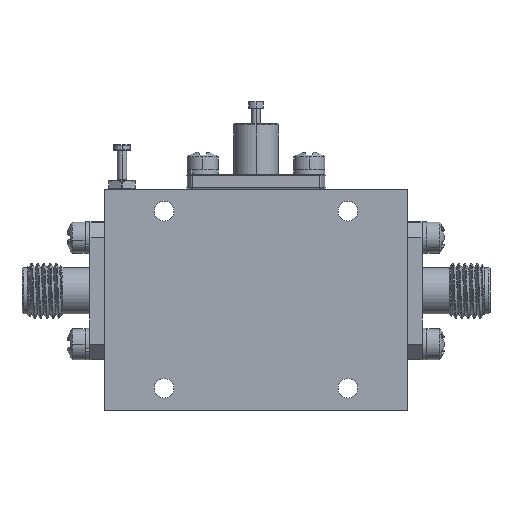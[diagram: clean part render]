
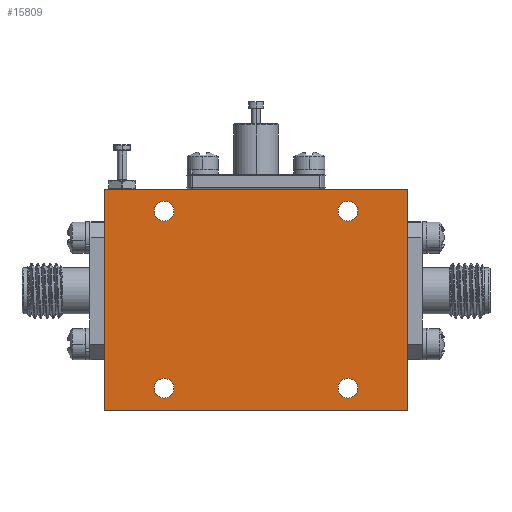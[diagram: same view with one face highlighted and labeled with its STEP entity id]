
A CAD part, front view. The second image highlights one B-rep face of the part: STEP entity #15809.
In plain terms, the highlighted planar face has unit normal (0, -1, 0).
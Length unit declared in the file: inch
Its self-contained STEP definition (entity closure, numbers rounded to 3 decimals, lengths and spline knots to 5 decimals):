
#604 = DIRECTION ( 'NONE',  ( 0., 0., -1. ) ) ;
#612 = CARTESIAN_POINT ( 'NONE',  ( 1.1, 0., -0.1445 ) ) ;
#684 = CIRCLE ( 'NONE', #2221, 0.0445 ) ;
#909 = DIRECTION ( 'NONE',  ( 0., 0., -1. ) ) ;
#1143 = CARTESIAN_POINT ( 'NONE',  ( 0., 0., 0. ) ) ;
#1545 = EDGE_CURVE ( 'NONE', #1780, #39117, #17849, .T. ) ;
#1562 = ORIENTED_EDGE ( 'NONE', *, *, #22823, .F. ) ;
#1672 = CIRCLE ( 'NONE', #35258, 0.0445 ) ;
#1780 = VERTEX_POINT ( 'NONE', #46233 ) ;
#1864 = LINE ( 'NONE', #1143, #4698 ) ;
#2199 = DIRECTION ( 'NONE',  ( 0., -1., 0. ) ) ;
#2221 = AXIS2_PLACEMENT_3D ( 'NONE', #26064, #4518, #29983 ) ;
#3273 = VERTEX_POINT ( 'NONE', #30260 ) ;
#4518 = DIRECTION ( 'NONE',  ( 0., -1., 0. ) ) ;
#4591 = CARTESIAN_POINT ( 'NONE',  ( 1.1, 0., -0.9 ) ) ;
#4698 = VECTOR ( 'NONE', #20407, 39.37008 ) ;
#4981 = CARTESIAN_POINT ( 'NONE',  ( 0.27, 0., -0.1 ) ) ;
#5329 = EDGE_CURVE ( 'NONE', #13029, #3273, #23631, .T. ) ;
#5784 = ORIENTED_EDGE ( 'NONE', *, *, #32368, .F. ) ;
#6026 = CARTESIAN_POINT ( 'NONE',  ( 0.27, 0., -0.8555 ) ) ;
#6191 = EDGE_CURVE ( 'NONE', #27319, #47821, #13792, .T. ) ;
#6343 = FACE_OUTER_BOUND ( 'NONE', #26725, .T. ) ;
#6822 = VERTEX_POINT ( 'NONE', #11296 ) ;
#7320 = ORIENTED_EDGE ( 'NONE', *, *, #42217, .F. ) ;
#7354 = AXIS2_PLACEMENT_3D ( 'NONE', #33020, #11253, #26149 ) ;
#7429 = EDGE_LOOP ( 'NONE', ( #43925, #8362 ) ) ;
#8362 = ORIENTED_EDGE ( 'NONE', *, *, #43959, .F. ) ;
#8699 = ORIENTED_EDGE ( 'NONE', *, *, #29970, .F. ) ;
#9075 = PLANE ( 'NONE',  #7354 ) ;
#9367 = DIRECTION ( 'NONE',  ( 0., 0., -1. ) ) ;
#9544 = FACE_BOUND ( 'NONE', #7429, .T. ) ;
#9849 = CARTESIAN_POINT ( 'NONE',  ( 1.1, 0., -0.9 ) ) ;
#11253 = DIRECTION ( 'NONE',  ( 0., -1., 0. ) ) ;
#11296 = CARTESIAN_POINT ( 'NONE',  ( 0.27, 0., -0.0555 ) ) ;
#11332 = CIRCLE ( 'NONE', #19926, 0.0445 ) ;
#11344 = AXIS2_PLACEMENT_3D ( 'NONE', #39193, #25676, #29118 ) ;
#12100 = CARTESIAN_POINT ( 'NONE',  ( 1.37, 0., 0. ) ) ;
#12860 = VERTEX_POINT ( 'NONE', #22373 ) ;
#13029 = VERTEX_POINT ( 'NONE', #12100 ) ;
#13150 = ORIENTED_EDGE ( 'NONE', *, *, #16951, .F. ) ;
#13204 = VERTEX_POINT ( 'NONE', #36771 ) ;
#13549 = VERTEX_POINT ( 'NONE', #20028 ) ;
#13792 = CIRCLE ( 'NONE', #30182, 0.0445 ) ;
#13920 = CIRCLE ( 'NONE', #16227, 0.0445 ) ;
#14276 = CARTESIAN_POINT ( 'NONE',  ( 0., 0., 0. ) ) ;
#14726 = DIRECTION ( 'NONE',  ( -1., 0., 0. ) ) ;
#15809 = ADVANCED_FACE ( 'NONE', ( #6343, #42570, #17599, #32532, #9544 ), #9075, .T. ) ;
#16227 = AXIS2_PLACEMENT_3D ( 'NONE', #4981, #28197, #9367 ) ;
#16435 = CARTESIAN_POINT ( 'NONE',  ( 0.27, 0., -0.9445 ) ) ;
#16588 = ORIENTED_EDGE ( 'NONE', *, *, #6191, .F. ) ;
#16951 = EDGE_CURVE ( 'NONE', #13549, #6822, #13920, .T. ) ;
#17200 = VECTOR ( 'NONE', #29188, 39.37008 ) ;
#17599 = FACE_BOUND ( 'NONE', #27326, .T. ) ;
#17849 = CIRCLE ( 'NONE', #21752, 0.0445 ) ;
#17898 = CARTESIAN_POINT ( 'NONE',  ( 0., 0., -1. ) ) ;
#19492 = DIRECTION ( 'NONE',  ( 0., 0., -1. ) ) ;
#19926 = AXIS2_PLACEMENT_3D ( 'NONE', #29117, #33046, #32554 ) ;
#20028 = CARTESIAN_POINT ( 'NONE',  ( 0.27, 0., -0.1445 ) ) ;
#20407 = DIRECTION ( 'NONE',  ( 1., 0., 0. ) ) ;
#20590 = DIRECTION ( 'NONE',  ( 0., 0., -1. ) ) ;
#20773 = CARTESIAN_POINT ( 'NONE',  ( 0.27, 0., -0.9 ) ) ;
#21752 = AXIS2_PLACEMENT_3D ( 'NONE', #9849, #39164, #20590 ) ;
#22373 = CARTESIAN_POINT ( 'NONE',  ( 1.1, 0., -0.0555 ) ) ;
#22590 = EDGE_CURVE ( 'NONE', #12860, #26536, #37898, .T. ) ;
#22823 = EDGE_CURVE ( 'NONE', #6822, #13549, #32423, .T. ) ;
#23631 = LINE ( 'NONE', #38304, #28559 ) ;
#23716 = ORIENTED_EDGE ( 'NONE', *, *, #39267, .F. ) ;
#25602 = EDGE_LOOP ( 'NONE', ( #16588, #36684 ) ) ;
#25676 = DIRECTION ( 'NONE',  ( 0., -1., 0. ) ) ;
#26064 = CARTESIAN_POINT ( 'NONE',  ( 1.1, 0., -0.1 ) ) ;
#26149 = DIRECTION ( 'NONE',  ( 0., 0., -1. ) ) ;
#26536 = VERTEX_POINT ( 'NONE', #612 ) ;
#26725 = EDGE_LOOP ( 'NONE', ( #23716, #8699, #28314, #7320 ) ) ;
#27319 = VERTEX_POINT ( 'NONE', #16435 ) ;
#27326 = EDGE_LOOP ( 'NONE', ( #13150, #1562 ) ) ;
#28138 = EDGE_CURVE ( 'NONE', #47821, #27319, #11332, .T. ) ;
#28197 = DIRECTION ( 'NONE',  ( 0., -1., 0. ) ) ;
#28314 = ORIENTED_EDGE ( 'NONE', *, *, #5329, .F. ) ;
#28559 = VECTOR ( 'NONE', #909, 39.37008 ) ;
#29117 = CARTESIAN_POINT ( 'NONE',  ( 0.27, 0., -0.9 ) ) ;
#29118 = DIRECTION ( 'NONE',  ( 0., 0., -1. ) ) ;
#29188 = DIRECTION ( 'NONE',  ( 0., 0., 1. ) ) ;
#29970 = EDGE_CURVE ( 'NONE', #3273, #30996, #40415, .T. ) ;
#29983 = DIRECTION ( 'NONE',  ( 0., 0., -1. ) ) ;
#30182 = AXIS2_PLACEMENT_3D ( 'NONE', #20773, #2199, #36916 ) ;
#30260 = CARTESIAN_POINT ( 'NONE',  ( 1.37, 0., -1. ) ) ;
#30309 = ORIENTED_EDGE ( 'NONE', *, *, #22590, .F. ) ;
#30996 = VERTEX_POINT ( 'NONE', #31155 ) ;
#31155 = CARTESIAN_POINT ( 'NONE',  ( 0., 0., -1. ) ) ;
#32368 = EDGE_CURVE ( 'NONE', #26536, #12860, #684, .T. ) ;
#32423 = CIRCLE ( 'NONE', #11344, 0.0445 ) ;
#32532 = FACE_BOUND ( 'NONE', #25602, .T. ) ;
#32554 = DIRECTION ( 'NONE',  ( 0., 0., -1. ) ) ;
#33020 = CARTESIAN_POINT ( 'NONE',  ( 0., 0., 0. ) ) ;
#33046 = DIRECTION ( 'NONE',  ( 0., -1., 0. ) ) ;
#33398 = DIRECTION ( 'NONE',  ( 0., -1., 0. ) ) ;
#33973 = DIRECTION ( 'NONE',  ( 0., -1., 0. ) ) ;
#34018 = AXIS2_PLACEMENT_3D ( 'NONE', #44414, #33398, #604 ) ;
#35258 = AXIS2_PLACEMENT_3D ( 'NONE', #4591, #33973, #19492 ) ;
#36684 = ORIENTED_EDGE ( 'NONE', *, *, #28138, .F. ) ;
#36771 = CARTESIAN_POINT ( 'NONE',  ( 0., 0., 0. ) ) ;
#36916 = DIRECTION ( 'NONE',  ( 0., 0., -1. ) ) ;
#37898 = CIRCLE ( 'NONE', #34018, 0.0445 ) ;
#38304 = CARTESIAN_POINT ( 'NONE',  ( 1.37, 0., 0. ) ) ;
#39117 = VERTEX_POINT ( 'NONE', #43397 ) ;
#39164 = DIRECTION ( 'NONE',  ( 0., -1., 0. ) ) ;
#39193 = CARTESIAN_POINT ( 'NONE',  ( 0.27, 0., -0.1 ) ) ;
#39267 = EDGE_CURVE ( 'NONE', #30996, #13204, #47740, .T. ) ;
#40415 = LINE ( 'NONE', #17898, #48046 ) ;
#40475 = EDGE_LOOP ( 'NONE', ( #5784, #30309 ) ) ;
#42217 = EDGE_CURVE ( 'NONE', #13204, #13029, #1864, .T. ) ;
#42570 = FACE_BOUND ( 'NONE', #40475, .T. ) ;
#43397 = CARTESIAN_POINT ( 'NONE',  ( 1.1, 0., -0.8555 ) ) ;
#43925 = ORIENTED_EDGE ( 'NONE', *, *, #1545, .F. ) ;
#43959 = EDGE_CURVE ( 'NONE', #39117, #1780, #1672, .T. ) ;
#44414 = CARTESIAN_POINT ( 'NONE',  ( 1.1, 0., -0.1 ) ) ;
#46233 = CARTESIAN_POINT ( 'NONE',  ( 1.1, 0., -0.9445 ) ) ;
#47740 = LINE ( 'NONE', #14276, #17200 ) ;
#47821 = VERTEX_POINT ( 'NONE', #6026 ) ;
#48046 = VECTOR ( 'NONE', #14726, 39.37008 ) ;
